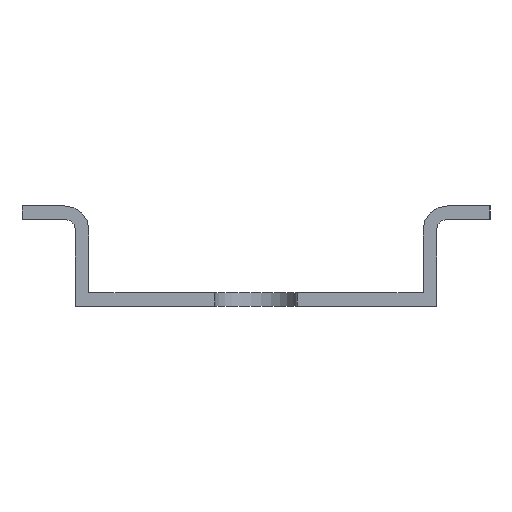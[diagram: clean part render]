
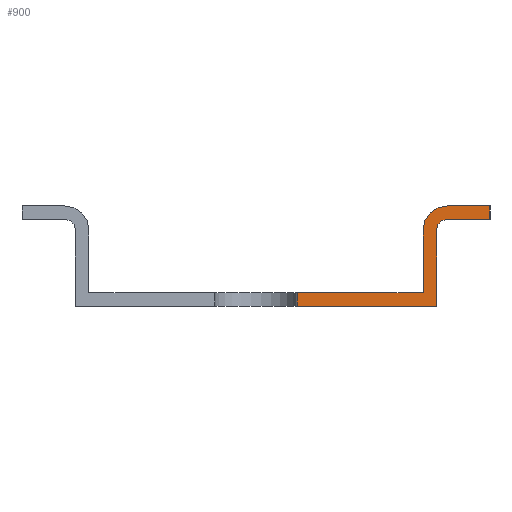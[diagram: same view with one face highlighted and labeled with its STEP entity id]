
A CAD part, left-side view. The second image highlights one B-rep face of the part: STEP entity #900.
In plain terms, the highlighted face is planar.
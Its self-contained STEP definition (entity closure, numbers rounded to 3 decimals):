
#10=CARTESIAN_POINT('',(0.,0.,100.));
#20=DIRECTION('',(0.,0.,1.));
#30=DIRECTION('',(1.,0.,0.));
#40=AXIS2_PLACEMENT_3D('',#10,#20,#30);
#50=PLANE('',#40);
#60=CARTESIAN_POINT('',(0.,-51.525,100.));
#70=DIRECTION('',(1.,0.,0.));
#80=VECTOR('',#70,1.);
#90=LINE('',#60,#80);
#100=CARTESIAN_POINT('',(124.939,-51.525,100.));
#110=VERTEX_POINT('',#100);
#120=CARTESIAN_POINT('',(135.339,-51.525,100.));
#130=VERTEX_POINT('',#120);
#140=EDGE_CURVE('',#110,#130,#90,.T.);
#150=ORIENTED_EDGE('',*,*,#140,.T.);
#160=CARTESIAN_POINT('',(124.939,0.,100.));
#170=DIRECTION('',(0.,1.,0.));
#180=VECTOR('',#170,1.);
#190=LINE('',#160,#180);
#200=CARTESIAN_POINT('',(124.939,-50.525,100.));
#210=VERTEX_POINT('',#200);
#220=EDGE_CURVE('',#110,#210,#190,.T.);
#230=ORIENTED_EDGE('',*,*,#220,.F.);
#240=CARTESIAN_POINT('',(0.,-50.525,100.));
#250=DIRECTION('',(-1.,0.,0.));
#260=VECTOR('',#250,1.);
#270=LINE('',#240,#260);
#280=CARTESIAN_POINT('',(134.339,-50.525,100.));
#290=VERTEX_POINT('',#280);
#300=EDGE_CURVE('',#290,#210,#270,.T.);
#310=ORIENTED_EDGE('',*,*,#300,.T.);
#320=CARTESIAN_POINT('',(134.339,0.,100.));
#330=DIRECTION('',(0.,-1.,0.));
#340=VECTOR('',#330,1.);
#350=LINE('',#320,#340);
#360=CARTESIAN_POINT('',(134.339,-45.825,100.));
#370=VERTEX_POINT('',#360);
#380=EDGE_CURVE('',#370,#290,#350,.T.);
#390=ORIENTED_EDGE('',*,*,#380,.T.);
#400=CARTESIAN_POINT('',(136.139,-45.825,100.));
#410=DIRECTION('',(0.,0.,-1.));
#420=DIRECTION('',(-1.,0.,0.));
#430=AXIS2_PLACEMENT_3D('',#400,#410,#420);
#440=CIRCLE('',#430,1.8);
#450=CARTESIAN_POINT('',(136.139,-44.025,100.));
#460=VERTEX_POINT('',#450);
#470=EDGE_CURVE('',#370,#460,#440,.T.);
#480=ORIENTED_EDGE('',*,*,#470,.F.);
#490=CARTESIAN_POINT('',(0.,-44.025,100.));
#500=DIRECTION('',(-1.,0.,0.));
#510=VECTOR('',#500,1.);
#520=LINE('',#490,#510);
#530=CARTESIAN_POINT('',(139.339,-44.025,100.));
#540=VERTEX_POINT('',#530);
#550=EDGE_CURVE('',#540,#460,#520,.T.);
#560=ORIENTED_EDGE('',*,*,#550,.T.);
#570=CARTESIAN_POINT('',(139.339,0.,100.));
#580=DIRECTION('',(0.,1.,0.));
#590=VECTOR('',#580,1.);
#600=LINE('',#570,#590);
#610=CARTESIAN_POINT('',(139.339,-45.025,100.));
#620=VERTEX_POINT('',#610);
#630=EDGE_CURVE('',#620,#540,#600,.T.);
#640=ORIENTED_EDGE('',*,*,#630,.T.);
#650=CARTESIAN_POINT('',(0.,-45.025,100.));
#660=DIRECTION('',(1.,0.,0.));
#670=VECTOR('',#660,1.);
#680=LINE('',#650,#670);
#690=CARTESIAN_POINT('',(136.139,-45.025,100.));
#700=VERTEX_POINT('',#690);
#710=EDGE_CURVE('',#700,#620,#680,.T.);
#720=ORIENTED_EDGE('',*,*,#710,.T.);
#730=CARTESIAN_POINT('',(136.139,-45.825,100.));
#740=DIRECTION('',(0.,0.,1.));
#750=DIRECTION('',(1.,0.,0.));
#760=AXIS2_PLACEMENT_3D('',#730,#740,#750);
#770=CIRCLE('',#760,0.8);
#780=CARTESIAN_POINT('',(135.339,-45.825,100.));
#790=VERTEX_POINT('',#780);
#800=EDGE_CURVE('',#700,#790,#770,.T.);
#810=ORIENTED_EDGE('',*,*,#800,.F.);
#820=CARTESIAN_POINT('',(135.339,0.,100.));
#830=DIRECTION('',(0.,1.,0.));
#840=VECTOR('',#830,1.);
#850=LINE('',#820,#840);
#860=EDGE_CURVE('',#130,#790,#850,.T.);
#870=ORIENTED_EDGE('',*,*,#860,.T.);
#880=EDGE_LOOP('',(#870,#810,#720,#640,#560,#480,#390,#310,#230,#150));
#890=FACE_OUTER_BOUND('',#880,.T.);
#900=ADVANCED_FACE('',(#890),#50,.T.);
